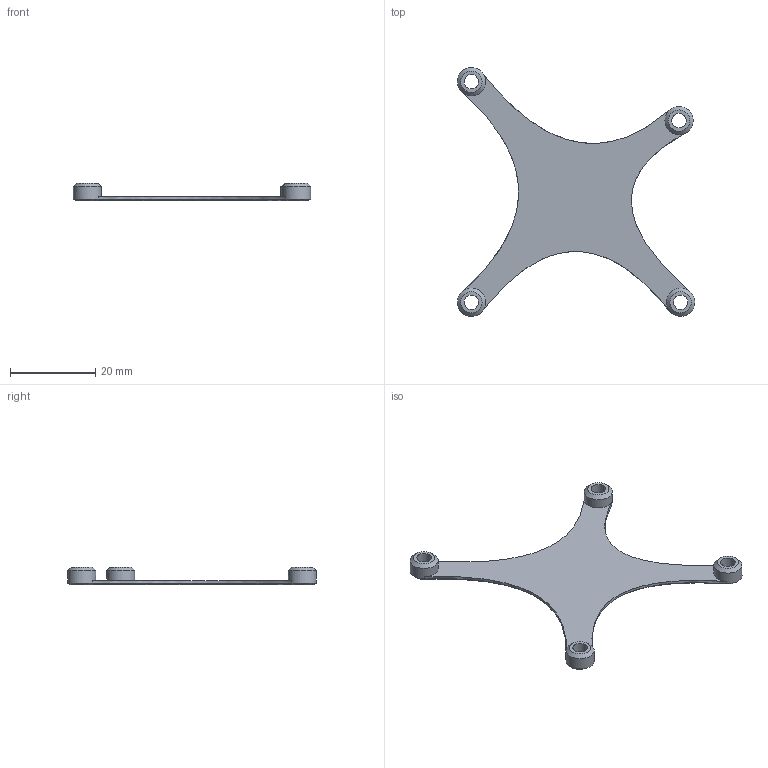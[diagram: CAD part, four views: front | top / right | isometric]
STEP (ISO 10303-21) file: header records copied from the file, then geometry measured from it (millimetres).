
FILE_DESCRIPTION(/* description */ (''),/* implementation_level */ '2;1');
FILE_NAME(/* name */ 'TinyFan_Extrusion_2pc_90_B.stp',/* time_stamp */ '2022-09-15T22:50:45+02:00',/* author */ ('Rama'),/* organization */ (''),/* preprocessor_version */ 'ST-DEVELOPER v19.2',/* originating_system */ 'Autodesk Inventor 2023',/* authorisation */ '');
FILE_SCHEMA (('AUTOMOTIVE_DESIGN { 1 0 10303 214 3 1 1 }'));
Length unit declared in the file: millimetre
Products named in the file (1): TinyFan_Extrusion_Top
Bounding box: 55.73 x 58.41 x 4.2 mm (x, y, z)
Volume: 1507.2 mm3; surface area: 3054.5 mm2
Topology: 1 solids, 1 shells, 34 faces, 84 edges, 52 vertices
Faces by surface type: cone 12, cylinder 8, bspline 8, plane 6
Full cylindrical faces by diameter (mm): 3.4 x4, 6.6 x4
Entity records: 1195 total; most frequent: CARTESIAN_POINT 343, ORIENTED_EDGE 168, DIRECTION 166, EDGE_CURVE 84, AXIS2_PLACEMENT_3D 67, VERTEX_POINT 52, EDGE_LOOP 42, CIRCLE 40
